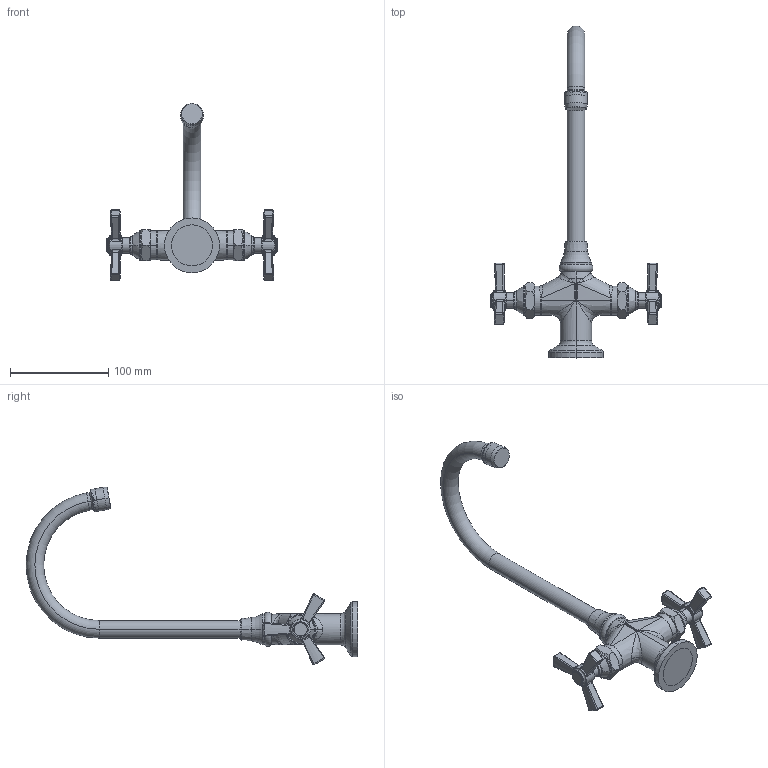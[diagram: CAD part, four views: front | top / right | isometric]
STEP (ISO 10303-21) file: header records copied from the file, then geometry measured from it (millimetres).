
FILE_DESCRIPTION((''),'2;1');
FILE_NAME('1608_WEB','2010-10-20T',('project'),(''),'PRO/ENGINEER BY PARAMETRIC TECHNOLOGY CORPORATION, 2009300','PRO/ENGINEER BY PARAMETRIC TECHNOLOGY CORPORATION, 2009300','');
FILE_SCHEMA(('CONFIG_CONTROL_DESIGN'));
Length unit declared in the file: inch
Products named in the file (1): 1608_WEB
Bounding box: 173.63 x 338.07 x 180.82 mm (x, y, z)
Surface area: 65029.3 mm2 (no closed solid volume)
Topology: 0 solids, 22 shells, 346 faces, 779 edges, 444 vertices
Faces by surface type: bspline 159, cylinder 60, plane 52, torus 38, sphere 24, cone 13
Entity records: 17901 total; most frequent: CARTESIAN_POINT 11416, ORIENTED_EDGE 1450, DIRECTION 1112, EDGE_CURVE 779, AXIS2_PLACEMENT_3D 494, VERTEX_POINT 444, B_SPLINE_CURVE_WITH_KNOTS 348, EDGE_LOOP 346
